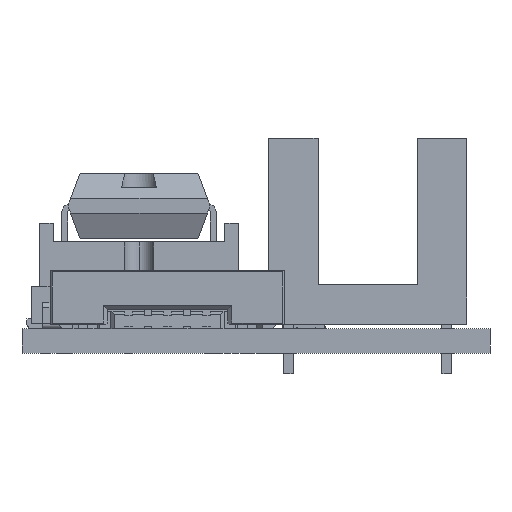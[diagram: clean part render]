
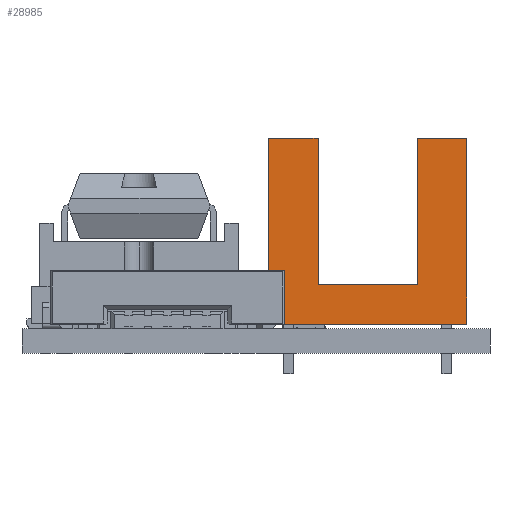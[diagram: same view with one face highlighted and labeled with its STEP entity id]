
A CAD part, front view. The second image highlights one B-rep face of the part: STEP entity #28985.
In plain terms, the highlighted face is planar.
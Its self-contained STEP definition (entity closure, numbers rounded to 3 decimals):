
#28629 = VERTEX_POINT('',#28630);
#28630 = CARTESIAN_POINT('',(2.794,5.08,-4.763));
#28636 = EDGE_CURVE('',#28629,#28637,#28639,.T.);
#28637 = VERTEX_POINT('',#28638);
#28638 = CARTESIAN_POINT('',(2.794,5.08,4.763));
#28639 = LINE('',#28640,#28641);
#28640 = CARTESIAN_POINT('',(2.794,5.08,-4.763));
#28641 = VECTOR('',#28642,1.);
#28642 = DIRECTION('',(0.,0.,1.));
#28660 = VERTEX_POINT('',#28661);
#28661 = CARTESIAN_POINT('',(2.794,-5.08,-4.763));
#28667 = EDGE_CURVE('',#28660,#28629,#28668,.T.);
#28668 = LINE('',#28669,#28670);
#28669 = CARTESIAN_POINT('',(2.794,-5.08,-4.763));
#28670 = VECTOR('',#28671,1.);
#28671 = DIRECTION('',(0.,1.,0.));
#28854 = VERTEX_POINT('',#28855);
#28855 = CARTESIAN_POINT('',(2.794,-5.08,4.763));
#28861 = EDGE_CURVE('',#28854,#28660,#28862,.T.);
#28862 = LINE('',#28863,#28864);
#28863 = CARTESIAN_POINT('',(2.794,-5.08,4.763));
#28864 = VECTOR('',#28865,1.);
#28865 = DIRECTION('',(0.,0.,-1.));
#28878 = VERTEX_POINT('',#28879);
#28879 = CARTESIAN_POINT('',(2.794,-2.54,4.763));
#28885 = EDGE_CURVE('',#28878,#28854,#28886,.T.);
#28886 = LINE('',#28887,#28888);
#28887 = CARTESIAN_POINT('',(2.794,-2.54,4.763));
#28888 = VECTOR('',#28889,1.);
#28889 = DIRECTION('',(0.,-1.,0.));
#28902 = VERTEX_POINT('',#28903);
#28903 = CARTESIAN_POINT('',(2.794,-2.54,-2.728));
#28909 = EDGE_CURVE('',#28902,#28878,#28910,.T.);
#28910 = LINE('',#28911,#28912);
#28911 = CARTESIAN_POINT('',(2.794,-2.54,-2.728));
#28912 = VECTOR('',#28913,1.);
#28913 = DIRECTION('',(0.,0.,1.));
#28926 = VERTEX_POINT('',#28927);
#28927 = CARTESIAN_POINT('',(2.794,2.54,-2.728));
#28933 = EDGE_CURVE('',#28926,#28902,#28934,.T.);
#28934 = LINE('',#28935,#28936);
#28935 = CARTESIAN_POINT('',(2.794,2.54,-2.728));
#28936 = VECTOR('',#28937,1.);
#28937 = DIRECTION('',(0.,-1.,0.));
#28950 = VERTEX_POINT('',#28951);
#28951 = CARTESIAN_POINT('',(2.794,2.54,4.763));
#28957 = EDGE_CURVE('',#28950,#28926,#28958,.T.);
#28958 = LINE('',#28959,#28960);
#28959 = CARTESIAN_POINT('',(2.794,2.54,4.763));
#28960 = VECTOR('',#28961,1.);
#28961 = DIRECTION('',(0.,0.,-1.));
#28974 = EDGE_CURVE('',#28637,#28950,#28975,.T.);
#28975 = LINE('',#28976,#28977);
#28976 = CARTESIAN_POINT('',(2.794,5.08,4.763));
#28977 = VECTOR('',#28978,1.);
#28978 = DIRECTION('',(0.,-1.,0.));
#28985 = ADVANCED_FACE('',(#28986),#28996,.T.);
#28986 = FACE_BOUND('',#28987,.F.);
#28987 = EDGE_LOOP('',(#28988,#28989,#28990,#28991,#28992,#28993,#28994,
    #28995));
#28988 = ORIENTED_EDGE('',*,*,#28636,.F.);
#28989 = ORIENTED_EDGE('',*,*,#28667,.F.);
#28990 = ORIENTED_EDGE('',*,*,#28861,.F.);
#28991 = ORIENTED_EDGE('',*,*,#28885,.F.);
#28992 = ORIENTED_EDGE('',*,*,#28909,.F.);
#28993 = ORIENTED_EDGE('',*,*,#28933,.F.);
#28994 = ORIENTED_EDGE('',*,*,#28957,.F.);
#28995 = ORIENTED_EDGE('',*,*,#28974,.F.);
#28996 = PLANE('',#28997);
#28997 = AXIS2_PLACEMENT_3D('',#28998,#28999,#29000);
#28998 = CARTESIAN_POINT('',(2.794,0.,0.));
#28999 = DIRECTION('',(1.,0.,0.));
#29000 = DIRECTION('',(0.,-1.,0.));
